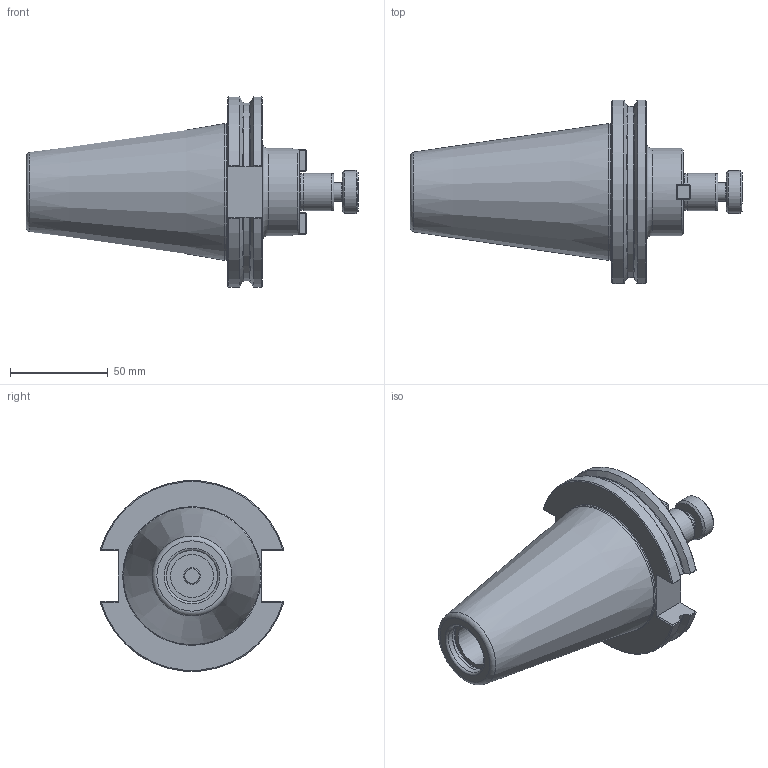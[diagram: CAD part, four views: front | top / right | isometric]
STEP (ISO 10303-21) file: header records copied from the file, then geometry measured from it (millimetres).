
FILE_DESCRIPTION(/* description */ (''),/* implementation_level */ '2;1');
FILE_NAME(/* name */ 'DCAT50-SM075-0150.stp',/* time_stamp */ '2019-07-24T08:58:31-05:00',/* author */ ('ldfli'),/* organization */ (''),/* preprocessor_version */ 'ST-DEVELOPER v18',/* originating_system */ 'Autodesk Inventor LT',/* authorisation */ '');
FILE_SCHEMA (('AUTOMOTIVE_DESIGN { 1 0 10303 214 3 1 1 }'));
Length unit declared in the file: millimetre
Products named in the file (1): DCAT50-SM075-0150
Bounding box: 169.62 x 93.8 x 97.14 mm (x, y, z)
Volume: 363548.9 mm3; surface area: 51981.5 mm2
Topology: 4 solids, 4 shells, 190 faces, 474 edges, 311 vertices
Faces by surface type: plane 125, cylinder 32, cone 21, torus 12
Full cylindrical faces by diameter (mm): 2.459 x2, 3 x2, 3.3 x2, 5.5 x2, 5.8 x2, 8.382 x1, 9.53 x1, 10 x1, 13 x1, 18.55 x1, 19.05 x1, 21.971 x1, 22 x1, 26.2 x1, 26.7 x1, 44.57 x1, 69.857 x1
Entity records: 5713 total; most frequent: CARTESIAN_POINT 1102, DIRECTION 969, ORIENTED_EDGE 944, EDGE_CURVE 472, AXIS2_PLACEMENT_3D 350, VERTEX_POINT 311, LINE 269, VECTOR 269
